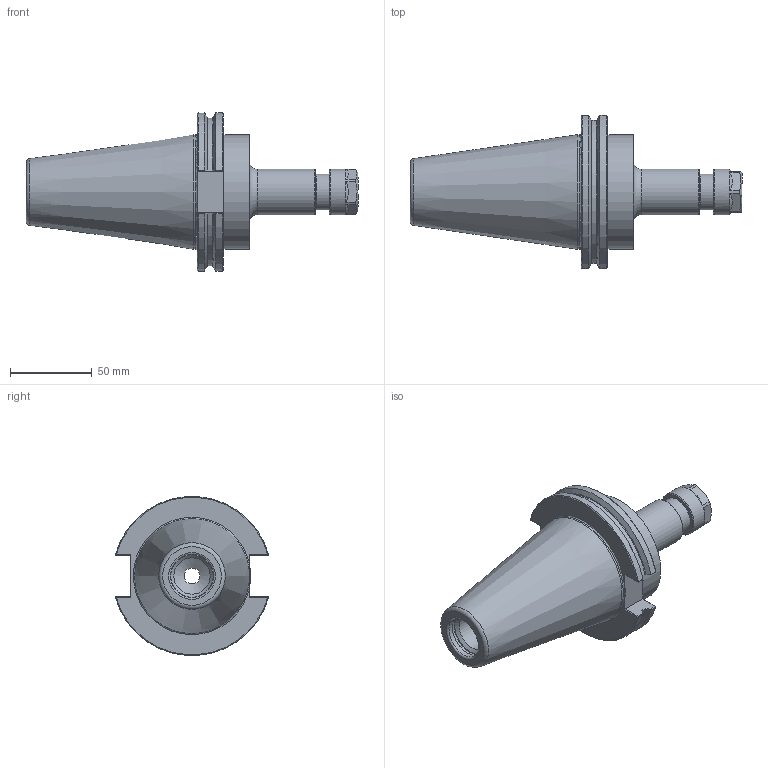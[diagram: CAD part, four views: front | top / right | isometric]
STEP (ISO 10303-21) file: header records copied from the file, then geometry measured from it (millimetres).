
FILE_DESCRIPTION(/* description */ (''),/* implementation_level */ '2;1');
FILE_NAME(/* name */ 'CAT50-ER16H-0400.stp',/* time_stamp */ '2019-05-31T14:41:56-05:00',/* author */ ('ldfli'),/* organization */ (''),/* preprocessor_version */ 'ST-DEVELOPER v18',/* originating_system */ 'Autodesk Inventor LT',/* authorisation */ '');
FILE_SCHEMA (('AUTOMOTIVE_DESIGN { 1 0 10303 214 3 1 1 }'));
Length unit declared in the file: millimetre
Products named in the file (1): CAT50-ER16H-0400
Bounding box: 203.22 x 93.8 x 97.14 mm (x, y, z)
Volume: 428610.7 mm3; surface area: 54853.6 mm2
Topology: 2 solids, 2 shells, 113 faces, 334 edges, 234 vertices
Faces by surface type: plane 50, cone 27, cylinder 22, torus 14
Full cylindrical faces by diameter (mm): 9.728 x1, 10 x1, 11.21 x1, 12.552 x1, 14.64 x1, 18.5 x1, 20.5 x1, 22 x1, 22.225 x1, 23.56 x1, 26.2 x1, 26.7 x1, 28 x2, 69.85 x1, 70.2 x1
Entity records: 3949 total; most frequent: CARTESIAN_POINT 850, ORIENTED_EDGE 668, DIRECTION 666, EDGE_CURVE 334, AXIS2_PLACEMENT_3D 278, VERTEX_POINT 234, CIRCLE 164, EDGE_LOOP 126
